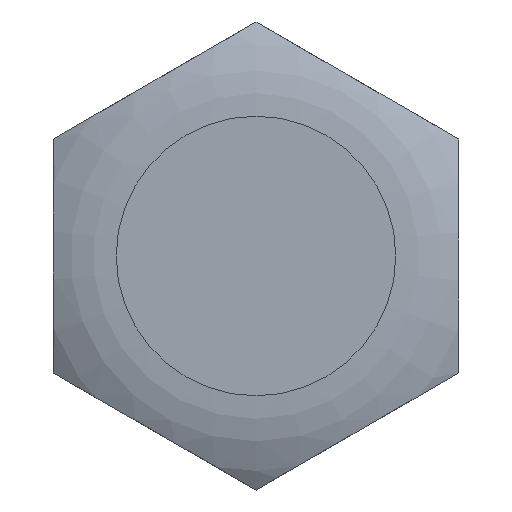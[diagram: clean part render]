
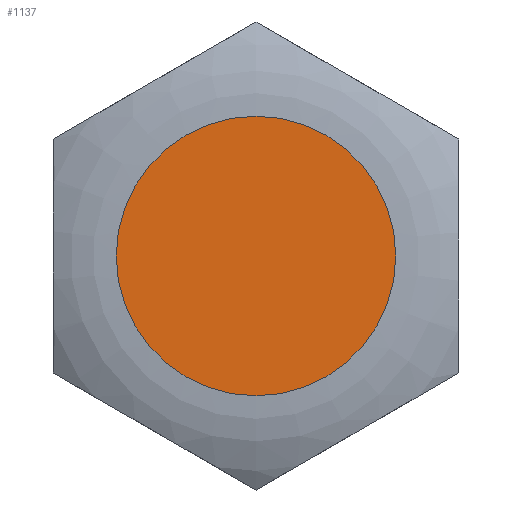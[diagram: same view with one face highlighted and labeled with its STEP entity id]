
A CAD part, left-side view. The second image highlights one B-rep face of the part: STEP entity #1137.
In plain terms, the highlighted planar face has unit normal (-1, 0, 0).
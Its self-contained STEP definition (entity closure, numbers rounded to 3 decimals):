
#353 = FACE_OUTER_BOUND ( 'NONE', #1043, .T. ) ;
#359 = AXIS2_PLACEMENT_3D ( 'NONE', #595, #487, #398 ) ;
#398 = DIRECTION ( 'NONE',  ( 0., 0., -1. ) ) ;
#487 = DIRECTION ( 'NONE',  ( 1., 0., 0. ) ) ;
#592 = DIRECTION ( 'NONE',  ( -1., 0., 0. ) ) ;
#595 = CARTESIAN_POINT ( 'NONE',  ( -106.03, 14.494, 0. ) ) ;
#697 = ORIENTED_EDGE ( 'NONE', *, *, #842, .T. ) ;
#842 = EDGE_CURVE ( 'NONE', #892, #892, #1118, .T. ) ;
#844 = DIRECTION ( 'NONE',  ( 0., 0., 1. ) ) ;
#892 = VERTEX_POINT ( 'NONE', #909 ) ;
#909 = CARTESIAN_POINT ( 'NONE',  ( -106.03, 2.994, 15.864 ) ) ;
#957 = AXIS2_PLACEMENT_3D ( 'NONE', #1125, #592, #844 ) ;
#1043 = EDGE_LOOP ( 'NONE', ( #697 ) ) ;
#1118 = CIRCLE ( 'NONE', #957, 15.864 ) ;
#1125 = CARTESIAN_POINT ( 'NONE',  ( -106.03, 2.994, 0. ) ) ;
#1137 = ADVANCED_FACE ( 'NONE', ( #353 ), #1159, .F. ) ;
#1159 = PLANE ( 'NONE',  #359 ) ;
